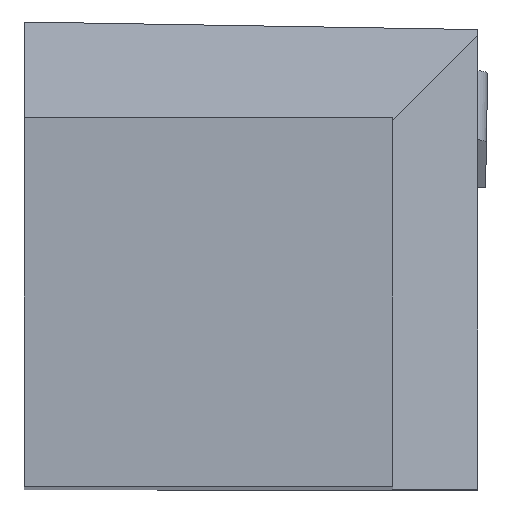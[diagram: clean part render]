
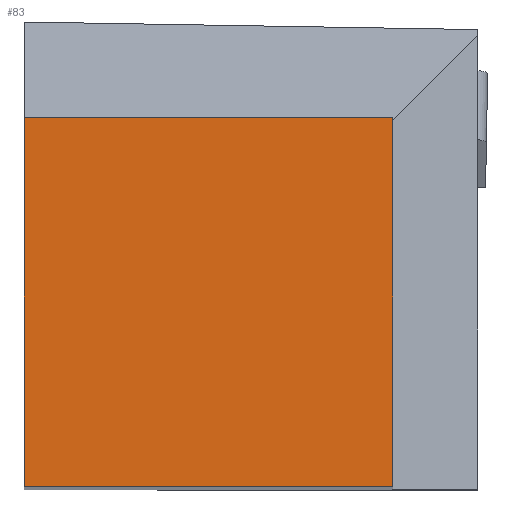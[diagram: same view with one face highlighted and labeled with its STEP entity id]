
A CAD part, top view. The second image highlights one B-rep face of the part: STEP entity #83.
In plain terms, the highlighted planar face has unit normal (0, 0, 1).
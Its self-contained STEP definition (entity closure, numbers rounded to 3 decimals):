
#83=ADVANCED_FACE('',(#139),#110,.T.);
#110=PLANE('',#606);
#139=FACE_OUTER_BOUND('',#168,.T.);
#168=EDGE_LOOP('',(#286,#287,#288,#289));
#286=ORIENTED_EDGE('',*,*,#411,.T.);
#287=ORIENTED_EDGE('',*,*,#412,.F.);
#288=ORIENTED_EDGE('',*,*,#413,.F.);
#289=ORIENTED_EDGE('',*,*,#414,.T.);
#347=VERTEX_POINT('',#871);
#348=VERTEX_POINT('',#872);
#349=VERTEX_POINT('',#874);
#350=VERTEX_POINT('',#876);
#411=EDGE_CURVE('',#347,#348,#475,.T.);
#412=EDGE_CURVE('',#349,#348,#476,.T.);
#413=EDGE_CURVE('',#350,#349,#477,.T.);
#414=EDGE_CURVE('',#350,#347,#478,.T.);
#475=LINE('',#870,#539);
#476=LINE('',#873,#540);
#477=LINE('',#875,#541);
#478=LINE('',#877,#542);
#539=VECTOR('',#726,1.);
#540=VECTOR('',#727,1.);
#541=VECTOR('',#728,1.);
#542=VECTOR('',#729,1.);
#606=AXIS2_PLACEMENT_3D('',#878,#730,#731);
#726=DIRECTION('',(-1.,0.,0.));
#727=DIRECTION('',(0.,1.,0.));
#728=DIRECTION('',(-1.,0.,0.));
#729=DIRECTION('',(0.,1.,0.));
#730=DIRECTION('',(0.,0.,1.));
#731=DIRECTION('',(0.,-1.,0.));
#870=CARTESIAN_POINT('',(12.65,0.,106.4));
#871=CARTESIAN_POINT('',(12.65,0.,106.4));
#872=CARTESIAN_POINT('',(-12.65,0.,106.4));
#873=CARTESIAN_POINT('',(-12.65,-25.3,106.4));
#874=CARTESIAN_POINT('',(-12.65,-25.3,106.4));
#875=CARTESIAN_POINT('',(12.65,-25.3,106.4));
#876=CARTESIAN_POINT('',(12.65,-25.3,106.4));
#877=CARTESIAN_POINT('',(12.65,-25.3,106.4));
#878=CARTESIAN_POINT('',(12.65,-25.3,106.4));
